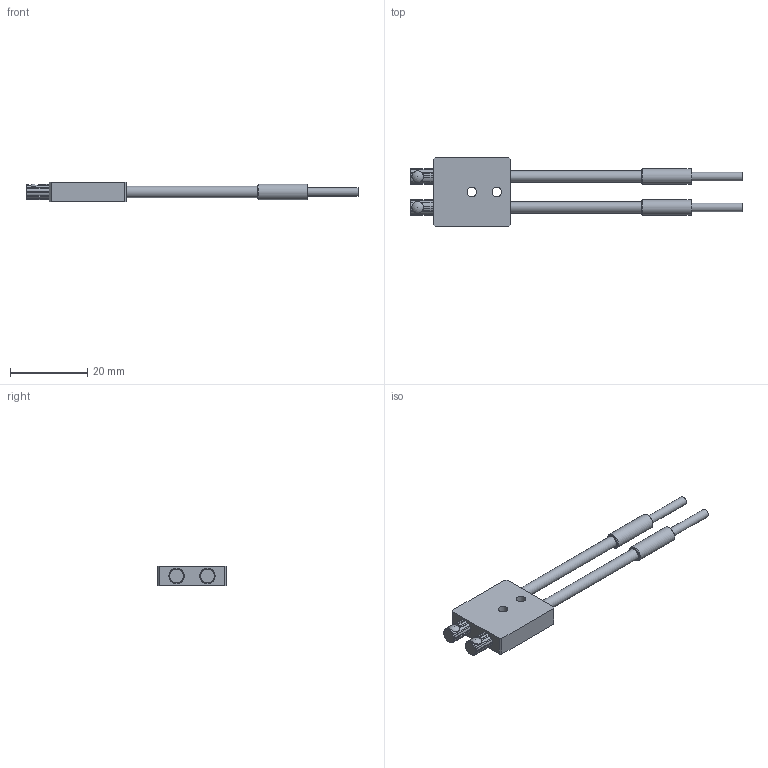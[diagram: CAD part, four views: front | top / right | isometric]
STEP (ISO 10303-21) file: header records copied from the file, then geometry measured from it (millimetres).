
FILE_DESCRIPTION(/* description */ (''),/* implementation_level */ '2;1');
FILE_NAME(/* name */ 'GPF-D023-LF250-2.0.stp',/* time_stamp */ '2018-12-14T13:45:23+09:00',/* author */ ('user'),/* organization */ (''),/* preprocessor_version */ 'ST-DEVELOPER v17',/* originating_system */ 'Autodesk Inventor 2018',/* authorisation */ '');
FILE_SCHEMA (('AUTOMOTIVE_DESIGN { 1 0 10303 214 3 1 1 }'));
Length unit declared in the file: millimetre
Products named in the file (1): GPF-D023-LF-2.0
Bounding box: 86 x 18 x 5 mm (x, y, z)
Volume: 2761.7 mm3; surface area: 2499.4 mm2
Topology: 1 solids, 1 shells, 176 faces, 478 edges, 310 vertices
Faces by surface type: plane 108, cylinder 38, cone 28, sphere 2
Full cylindrical faces by diameter (mm): 2.2 x2, 2.459 x2, 2.9 x2, 3 x2, 4 x2
Entity records: 5544 total; most frequent: CARTESIAN_POINT 1249, ORIENTED_EDGE 952, DIRECTION 852, EDGE_CURVE 476, VERTEX_POINT 310, AXIS2_PLACEMENT_3D 307, LINE 238, VECTOR 238
